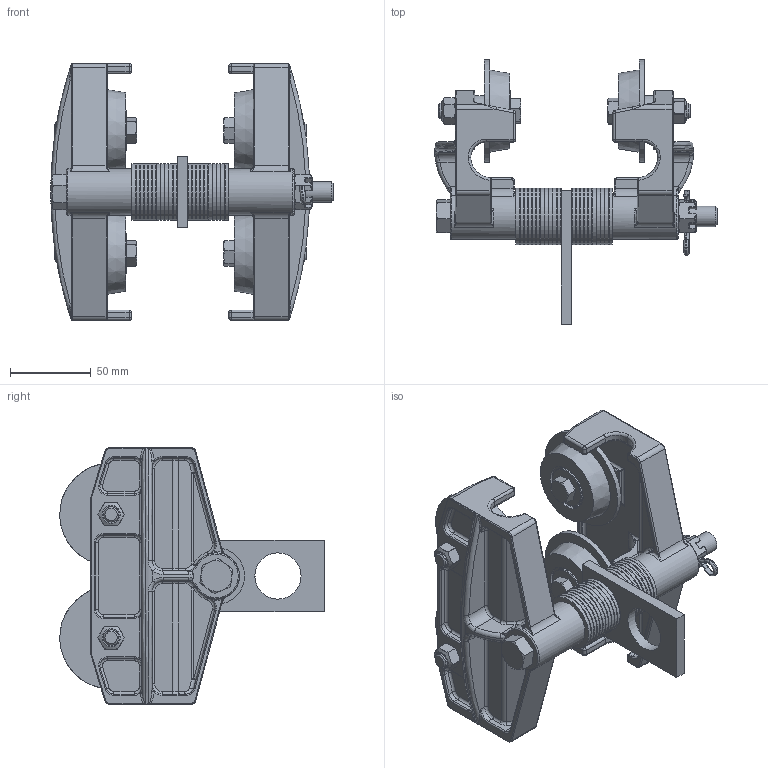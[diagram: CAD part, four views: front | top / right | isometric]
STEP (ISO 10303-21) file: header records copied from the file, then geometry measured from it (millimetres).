
FILE_DESCRIPTION((''),'2;1');
FILE_NAME('10211.stp','2009-10-16T07:20:07',('jholman'),(''),'Autodesk Inventor 2009','Autodesk Inventor 2009','');
FILE_SCHEMA(('AUTOMOTIVE_DESIGN { 1 0 10303 214 1 1 1 1 }'));
Length unit declared in the file: inch
Products named in the file (16): 3D11CXB4C; 3D11T5B4D; 3D11S8B4C; 3D10P3B4A; 3D11O3B4A; 3D11Y2B4A; Hex Bolt - UNC (Regular Thread - Inch) 1/2-13 UNC - 6.5; 3D11SVB4B; 3D11QVB4B; 3D11V6B4B; 3D1196B4A; 3D1153B4A; Hex Bolt - UNC (Regular Thread - Inch) 3/8-16 UNC - 1.75; 3D11TVB4B; 3D11K3B4A; Hex Nut - UNC (Regular Thread - Inch) 3/8 - 16
Assembly tree (42 placements, depth 3):
  3D11CXB4C
    3D11T5B4D  x2
    3D11S8B4C
    3D10P3B4A  x21
    3D11O3B4A
    3D11Y2B4A
    Hex Bolt - UNC (Regular Thread - Inch) 1/2-13 UNC - 6.5
    3D11SVB4B  x4
      3D11QVB4B
      3D11V6B4B
      3D1196B4A
      3D1153B4A
      Hex Bolt - UNC (Regular Thread - Inch) 3/8-16 UNC - 1.75
      3D11TVB4B
      3D11K3B4A
    Hex Nut - UNC (Regular Thread - Inch) 3/8 - 16  x4
Bounding box: 174.65 x 163.48 x 158.75 mm (x, y, z)
Volume: 469730 mm3; surface area: 224609.9 mm2
Topology: 59 solids, 59 shells, 2073 faces, 4660 edges, 2547 vertices
Faces by surface type: cylinder 632, bspline 467, plane 420, torus 278, sphere 178, cone 98
Full cylindrical faces by diameter (mm): 9.525 x4, 9.855 x4, 9.922 x4, 12.7 x1, 13.081 x1, 14.288 x4, 19.05 x5, 23.813 x4, 25.4 x4, 28.575 x2, 28.6 x4, 28.626 x8, 30.404 x4, 34.925 x21, 63.5 x4
Entity records: 35530 total; most frequent: CARTESIAN_POINT 14160, DIRECTION 4518, ORIENTED_EDGE 4232, EDGE_CURVE 2116, AXIS2_PLACEMENT_3D 1947, VERTEX_POINT 1216, CIRCLE 1094, EDGE_LOOP 1068
